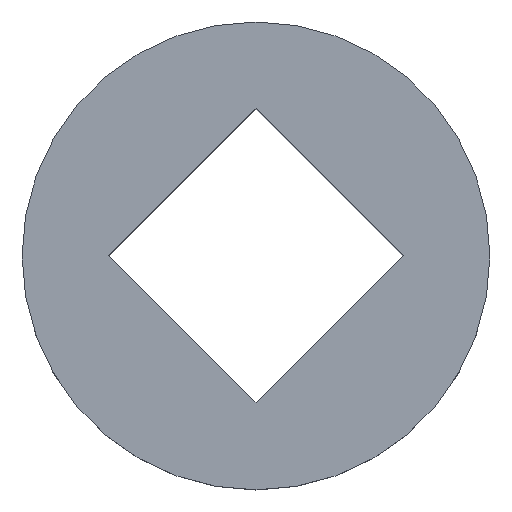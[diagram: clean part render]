
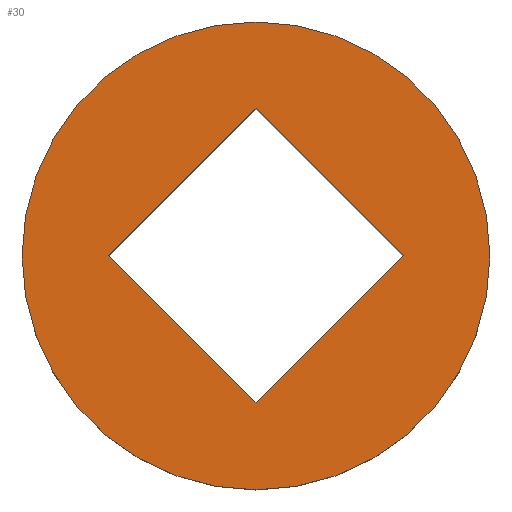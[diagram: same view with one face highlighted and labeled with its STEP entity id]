
A CAD part, top view. The second image highlights one B-rep face of the part: STEP entity #30.
In plain terms, the highlighted planar face has unit normal (0, 0, 1).
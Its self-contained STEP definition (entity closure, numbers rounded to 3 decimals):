
#5 = DIRECTION ( 'NONE',  ( 1., 0., 0. ) ) ;
#6 = AXIS2_PLACEMENT_3D ( 'NONE', #8, #7, #5 ) ;
#7 = DIRECTION ( 'NONE',  ( 0., 0., 1. ) ) ;
#8 = CARTESIAN_POINT ( 'NONE',  ( 0., 0., 0. ) ) ;
#9 = PLANE ( 'NONE',  #6 ) ;
#10 = FACE_OUTER_BOUND ( 'NONE', #25, .T. ) ;
#11 = FACE_BOUND ( 'NONE', #101, .T. ) ;
#12 = CARTESIAN_POINT ( 'NONE',  ( 0., -7.071, 0. ) ) ;
#13 = CARTESIAN_POINT ( 'NONE',  ( -7.071, 0., 0. ) ) ;
#14 = CARTESIAN_POINT ( 'NONE',  ( 7.071, 0., 0. ) ) ;
#24 = ORIENTED_EDGE ( 'NONE', *, *, #42, .F. ) ;
#25 = EDGE_LOOP ( 'NONE', ( #43, #44 ) ) ;
#26 = VERTEX_POINT ( 'NONE', #14 ) ;
#27 = VERTEX_POINT ( 'NONE', #13 ) ;
#28 = ORIENTED_EDGE ( 'NONE', *, *, #64, .F. ) ;
#29 = VERTEX_POINT ( 'NONE', #12 ) ;
#30 = ADVANCED_FACE ( 'NONE', ( #11, #10 ), #9, .T. ) ;
#32 = EDGE_CURVE ( 'NONE', #80, #83, #107, .T. ) ;
#42 = EDGE_CURVE ( 'NONE', #63, #27, #149, .T. ) ;
#43 = ORIENTED_EDGE ( 'NONE', *, *, #82, .T. ) ;
#44 = ORIENTED_EDGE ( 'NONE', *, *, #32, .T. ) ;
#61 = EDGE_CURVE ( 'NONE', #29, #26, #157, .T. ) ;
#62 = ORIENTED_EDGE ( 'NONE', *, *, #61, .F. ) ;
#63 = VERTEX_POINT ( 'NONE', #158 ) ;
#64 = EDGE_CURVE ( 'NONE', #26, #63, #169, .T. ) ;
#65 = ORIENTED_EDGE ( 'NONE', *, *, #66, .F. ) ;
#66 = EDGE_CURVE ( 'NONE', #27, #29, #163, .T. ) ;
#80 = VERTEX_POINT ( 'NONE', #305 ) ;
#82 = EDGE_CURVE ( 'NONE', #83, #80, #294, .T. ) ;
#83 = VERTEX_POINT ( 'NONE', #299 ) ;
#101 = EDGE_LOOP ( 'NONE', ( #28, #62, #65, #24 ) ) ;
#107 = CIRCLE ( 'NONE', #128, 11.25 ) ;
#125 = DIRECTION ( 'NONE',  ( 1., 0., 0. ) ) ;
#126 = DIRECTION ( 'NONE',  ( 0., 0., 1. ) ) ;
#127 = CARTESIAN_POINT ( 'NONE',  ( 0., 0., 0. ) ) ;
#128 = AXIS2_PLACEMENT_3D ( 'NONE', #127, #126, #125 ) ;
#130 = DIRECTION ( 'NONE',  ( -0.707, -0.707, 0. ) ) ;
#131 = VECTOR ( 'NONE', #130, 1000. ) ;
#148 = CARTESIAN_POINT ( 'NONE',  ( 0., 7.071, 0. ) ) ;
#149 = LINE ( 'NONE', #148, #131 ) ;
#154 = DIRECTION ( 'NONE',  ( 0.707, 0.707, 0. ) ) ;
#155 = VECTOR ( 'NONE', #154, 1000. ) ;
#156 = CARTESIAN_POINT ( 'NONE',  ( 0., -7.071, 0. ) ) ;
#157 = LINE ( 'NONE', #156, #155 ) ;
#158 = CARTESIAN_POINT ( 'NONE',  ( 0., 7.071, 0. ) ) ;
#160 = DIRECTION ( 'NONE',  ( 0.707, -0.707, 0. ) ) ;
#161 = VECTOR ( 'NONE', #160, 1000. ) ;
#162 = CARTESIAN_POINT ( 'NONE',  ( -7.071, 0., 0. ) ) ;
#163 = LINE ( 'NONE', #162, #161 ) ;
#164 = DIRECTION ( 'NONE',  ( -0.707, 0.707, 0. ) ) ;
#165 = VECTOR ( 'NONE', #164, 1000. ) ;
#166 = CARTESIAN_POINT ( 'NONE',  ( 7.071, 0., 0. ) ) ;
#169 = LINE ( 'NONE', #166, #165 ) ;
#271 = AXIS2_PLACEMENT_3D ( 'NONE', #291, #298, #297 ) ;
#291 = CARTESIAN_POINT ( 'NONE',  ( 0., 0., 0. ) ) ;
#294 = CIRCLE ( 'NONE', #271, 11.25 ) ;
#297 = DIRECTION ( 'NONE',  ( 1., 0., 0. ) ) ;
#298 = DIRECTION ( 'NONE',  ( 0., 0., 1. ) ) ;
#299 = CARTESIAN_POINT ( 'NONE',  ( 11.25, 0., 0. ) ) ;
#305 = CARTESIAN_POINT ( 'NONE',  ( -11.25, 0., 0. ) ) ;
